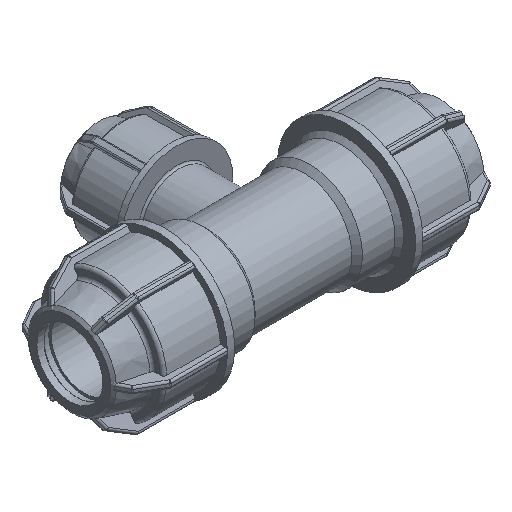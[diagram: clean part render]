
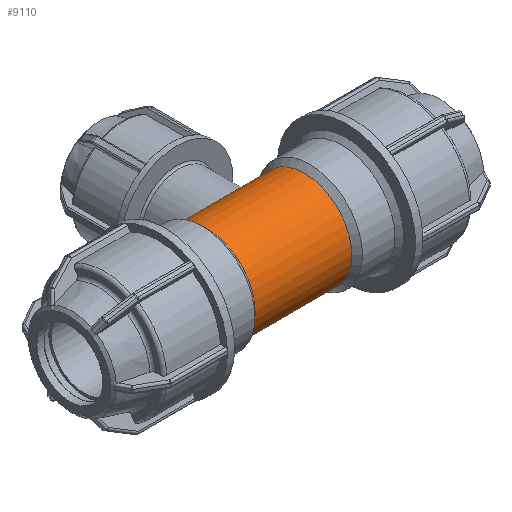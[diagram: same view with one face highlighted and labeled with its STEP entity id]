
A CAD part, isometric view. The second image highlights one B-rep face of the part: STEP entity #9110.
In plain terms, the highlighted cylindrical face has radius 14.4 mm (diameter 28.8 mm), a full revolution.
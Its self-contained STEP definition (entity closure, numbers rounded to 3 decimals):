
#1543=CIRCLE('',#9315,14.4);
#1710=CIRCLE('',#9681,14.4);
#2113=FACE_BOUND('',#3157,.T.);
#2114=FACE_BOUND('',#3158,.T.);
#2530=FACE_OUTER_BOUND('',#3156,.T.);
#3156=EDGE_LOOP('',(#7603));
#3157=EDGE_LOOP('',(#7604));
#3158=EDGE_LOOP('',(#7605));
#3374=B_SPLINE_CURVE_WITH_KNOTS('',3,(#13275,#13276,#13277,#13278,#13279,
#13280,#13281,#13282,#13283,#13284,#13285,#13286,#13287,#13288,#13289,#13290,
#13291,#13292,#13293,#13294,#13295,#13296,#13297,#13298,#13299,#13300,#13301,
#13302,#13303,#13304,#13305,#13306,#13307,#13308),.UNSPECIFIED.,.T.,.F.,
(4,2,2,2,2,2,2,2,2,2,2,2,2,2,2,2,4),(0.,0.214,0.427,
0.64,0.854,1.067,1.28,1.494,
1.707,1.921,2.134,2.348,2.561,
2.774,2.988,3.201,3.415),
 .UNSPECIFIED.);
#3631=VERTEX_POINT('',#13274);
#3633=VERTEX_POINT('',#13312);
#3896=VERTEX_POINT('',#14801);
#4441=EDGE_CURVE('',#3631,#3631,#3374,.T.);
#4443=EDGE_CURVE('',#3633,#3633,#1543,.T.);
#4892=EDGE_CURVE('',#3896,#3896,#1710,.T.);
#7603=ORIENTED_EDGE('',*,*,#4443,.T.);
#7604=ORIENTED_EDGE('',*,*,#4441,.T.);
#7605=ORIENTED_EDGE('',*,*,#4892,.F.);
#8650=CYLINDRICAL_SURFACE('',#10047,14.4);
#9110=ADVANCED_FACE('',(#2530,#2113,#2114),#8650,.T.);
#9315=AXIS2_PLACEMENT_3D('',#13313,#10447,#10448);
#9681=AXIS2_PLACEMENT_3D('',#14802,#11359,#11360);
#10047=AXIS2_PLACEMENT_3D('',#16313,#12271,#12272);
#10447=DIRECTION('center_axis',(1.,0.,0.));
#10448=DIRECTION('ref_axis',(0.,0.,-1.));
#11359=DIRECTION('center_axis',(1.,0.,0.));
#11360=DIRECTION('ref_axis',(0.,0.,-1.));
#12271=DIRECTION('center_axis',(1.,0.,0.));
#12272=DIRECTION('ref_axis',(0.,1.,0.));
#13274=CARTESIAN_POINT('',(0.,13.266,-5.6));
#13275=CARTESIAN_POINT('Ctrl Pts',(0.,13.266,
-5.6));
#13276=CARTESIAN_POINT('Ctrl Pts',(0.712,13.266,-5.6));
#13277=CARTESIAN_POINT('Ctrl Pts',(1.465,13.33,-5.456));
#13278=CARTESIAN_POINT('Ctrl Pts',(2.842,13.55,-4.883));
#13279=CARTESIAN_POINT('Ctrl Pts',(3.467,13.704,-4.453));
#13280=CARTESIAN_POINT('Ctrl Pts',(4.453,13.986,-3.467));
#13281=CARTESIAN_POINT('Ctrl Pts',(4.882,14.134,-2.842));
#13282=CARTESIAN_POINT('Ctrl Pts',(5.456,14.342,-1.465));
#13283=CARTESIAN_POINT('Ctrl Pts',(5.6,14.4,-0.711));
#13284=CARTESIAN_POINT('Ctrl Pts',(5.6,14.4,0.711));
#13285=CARTESIAN_POINT('Ctrl Pts',(5.456,14.342,1.465));
#13286=CARTESIAN_POINT('Ctrl Pts',(4.882,14.134,2.842));
#13287=CARTESIAN_POINT('Ctrl Pts',(4.453,13.986,3.467));
#13288=CARTESIAN_POINT('Ctrl Pts',(3.467,13.704,4.453));
#13289=CARTESIAN_POINT('Ctrl Pts',(2.842,13.55,4.883));
#13290=CARTESIAN_POINT('Ctrl Pts',(1.465,13.33,5.456));
#13291=CARTESIAN_POINT('Ctrl Pts',(0.712,13.266,5.6));
#13292=CARTESIAN_POINT('Ctrl Pts',(-0.712,13.266,
5.6));
#13293=CARTESIAN_POINT('Ctrl Pts',(-1.465,13.33,5.456));
#13294=CARTESIAN_POINT('Ctrl Pts',(-2.842,13.55,4.883));
#13295=CARTESIAN_POINT('Ctrl Pts',(-3.467,13.704,4.453));
#13296=CARTESIAN_POINT('Ctrl Pts',(-4.453,13.986,3.467));
#13297=CARTESIAN_POINT('Ctrl Pts',(-4.882,14.134,2.842));
#13298=CARTESIAN_POINT('Ctrl Pts',(-5.456,14.342,1.465));
#13299=CARTESIAN_POINT('Ctrl Pts',(-5.6,14.4,0.711));
#13300=CARTESIAN_POINT('Ctrl Pts',(-5.6,14.4,-0.711));
#13301=CARTESIAN_POINT('Ctrl Pts',(-5.456,14.342,-1.465));
#13302=CARTESIAN_POINT('Ctrl Pts',(-4.882,14.134,-2.842));
#13303=CARTESIAN_POINT('Ctrl Pts',(-4.453,13.986,-3.467));
#13304=CARTESIAN_POINT('Ctrl Pts',(-3.467,13.704,-4.453));
#13305=CARTESIAN_POINT('Ctrl Pts',(-2.842,13.55,-4.883));
#13306=CARTESIAN_POINT('Ctrl Pts',(-1.465,13.33,-5.456));
#13307=CARTESIAN_POINT('Ctrl Pts',(-0.712,13.266,
-5.6));
#13308=CARTESIAN_POINT('Ctrl Pts',(0.,13.266,
-5.6));
#13312=CARTESIAN_POINT('',(-14.7,14.4,0.));
#13313=CARTESIAN_POINT('Origin',(-14.7,0.,0.));
#14801=CARTESIAN_POINT('',(14.7,14.4,0.));
#14802=CARTESIAN_POINT('Origin',(14.7,0.,0.));
#16313=CARTESIAN_POINT('Origin',(7.35,0.,0.));
